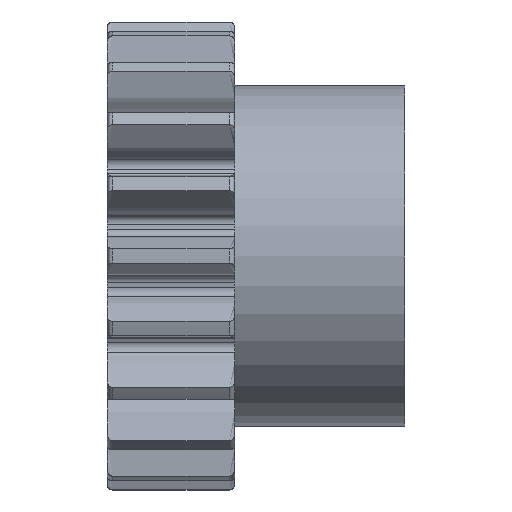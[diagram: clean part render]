
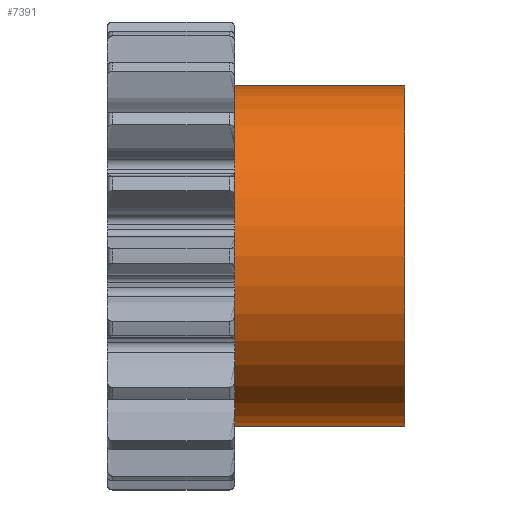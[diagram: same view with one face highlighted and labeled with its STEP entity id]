
A CAD part, front view. The second image highlights one B-rep face of the part: STEP entity #7391.
In plain terms, the highlighted cylindrical face has radius 6.346 mm (diameter 12.692 mm), a partial arc.
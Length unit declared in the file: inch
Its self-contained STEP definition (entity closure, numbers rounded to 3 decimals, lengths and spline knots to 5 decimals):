
#215 = CARTESIAN_POINT ( 'NONE',  ( 0.3435, 0., 0. ) ) ;
#312 = ORIENTED_EDGE ( 'NONE', *, *, #2978, .T. ) ;
#477 = EDGE_CURVE ( 'NONE', #7661, #6130, #4342, .T. ) ;
#808 = CARTESIAN_POINT ( 'NONE',  ( 0.0935, 0., -0.24985 ) ) ;
#832 = DIRECTION ( 'NONE',  ( 0., 0., -1. ) ) ;
#1065 = DIRECTION ( 'NONE',  ( 1., 0., 0. ) ) ;
#1088 = CARTESIAN_POINT ( 'NONE',  ( 0.3435, 0., -0.24985 ) ) ;
#1172 = CIRCLE ( 'NONE', #7622, 0.24985 ) ;
#1372 = VERTEX_POINT ( 'NONE', #4562 ) ;
#1400 = AXIS2_PLACEMENT_3D ( 'NONE', #3968, #5193, #2726 ) ;
#1612 = LINE ( 'NONE', #6786, #6564 ) ;
#1850 = AXIS2_PLACEMENT_3D ( 'NONE', #4764, #1065, #5383 ) ;
#2294 = LINE ( 'NONE', #1088, #7042 ) ;
#2726 = DIRECTION ( 'NONE',  ( 0., 0., 1. ) ) ;
#2851 = EDGE_LOOP ( 'NONE', ( #3287, #5075, #312, #5174 ) ) ;
#2978 = EDGE_CURVE ( 'NONE', #1372, #7661, #1612, .T. ) ;
#3287 = ORIENTED_EDGE ( 'NONE', *, *, #5031, .F. ) ;
#3327 = VERTEX_POINT ( 'NONE', #6029 ) ;
#3968 = CARTESIAN_POINT ( 'NONE',  ( 0.3435, 0., 0. ) ) ;
#4342 = CIRCLE ( 'NONE', #1850, 0.24985 ) ;
#4532 = DIRECTION ( 'NONE',  ( 1., 0., 0. ) ) ;
#4562 = CARTESIAN_POINT ( 'NONE',  ( 0.3435, 0., 0.24985 ) ) ;
#4731 = CYLINDRICAL_SURFACE ( 'NONE', #1400, 0.24985 ) ;
#4764 = CARTESIAN_POINT ( 'NONE',  ( 0.0935, 0., 0. ) ) ;
#5031 = EDGE_CURVE ( 'NONE', #3327, #6130, #2294, .T. ) ;
#5075 = ORIENTED_EDGE ( 'NONE', *, *, #7895, .F. ) ;
#5174 = ORIENTED_EDGE ( 'NONE', *, *, #477, .T. ) ;
#5193 = DIRECTION ( 'NONE',  ( -1., 0., 0. ) ) ;
#5383 = DIRECTION ( 'NONE',  ( 0., 0., 1. ) ) ;
#5416 = DIRECTION ( 'NONE',  ( -1., 0., 0. ) ) ;
#6029 = CARTESIAN_POINT ( 'NONE',  ( 0.3435, 0., -0.24985 ) ) ;
#6130 = VERTEX_POINT ( 'NONE', #808 ) ;
#6183 = CARTESIAN_POINT ( 'NONE',  ( 0.0935, 0., 0.24985 ) ) ;
#6564 = VECTOR ( 'NONE', #6755, 39.37008 ) ;
#6575 = FACE_OUTER_BOUND ( 'NONE', #2851, .T. ) ;
#6755 = DIRECTION ( 'NONE',  ( -1., 0., 0. ) ) ;
#6786 = CARTESIAN_POINT ( 'NONE',  ( 0.3435, 0., 0.24985 ) ) ;
#7042 = VECTOR ( 'NONE', #5416, 39.37008 ) ;
#7391 = ADVANCED_FACE ( 'NONE', ( #6575 ), #4731, .T. ) ;
#7622 = AXIS2_PLACEMENT_3D ( 'NONE', #215, #4532, #832 ) ;
#7661 = VERTEX_POINT ( 'NONE', #6183 ) ;
#7895 = EDGE_CURVE ( 'NONE', #1372, #3327, #1172, .T. ) ;
